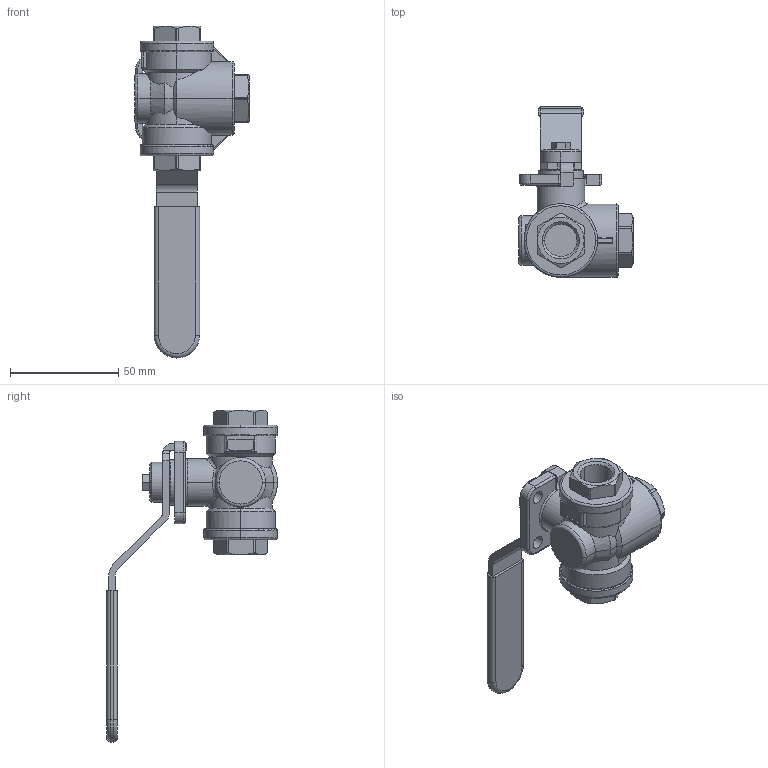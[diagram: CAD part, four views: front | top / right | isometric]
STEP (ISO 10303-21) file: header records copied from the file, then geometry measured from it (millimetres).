
FILE_DESCRIPTION(('STEP AP242'),'1');
FILE_NAME('00v20029.stp','2024-11-21T12:41:41',('TraceParts'),('TraceParts S.A.'),'Spatial InterOp 3D',' ',' ');
FILE_SCHEMA(('AP242_MANAGED_MODEL_BASED_3D_ENGINEERING_MIM_LF {1 0 10303 442 1 1 4}'));
Length unit declared in the file: millimetre
Products named in the file (1): 00v20029
Bounding box: 53 x 79 x 153.5 mm (x, y, z)
Volume: 81351.2 mm3; surface area: 22696.5 mm2
Topology: 1 solids, 1 shells, 327 faces, 864 edges, 553 vertices
Faces by surface type: plane 143, cylinder 116, cone 32, torus 20, bspline 13, sphere 3
Entity records: 19409 total; most frequent: CARTESIAN_POINT 8720, ORIENTED_EDGE 1720, DIRECTION 1681, EDGE_CURVE 860, AXIS2_PLACEMENT_3D 624, VERTEX_POINT 553, LINE 433, VECTOR 433
